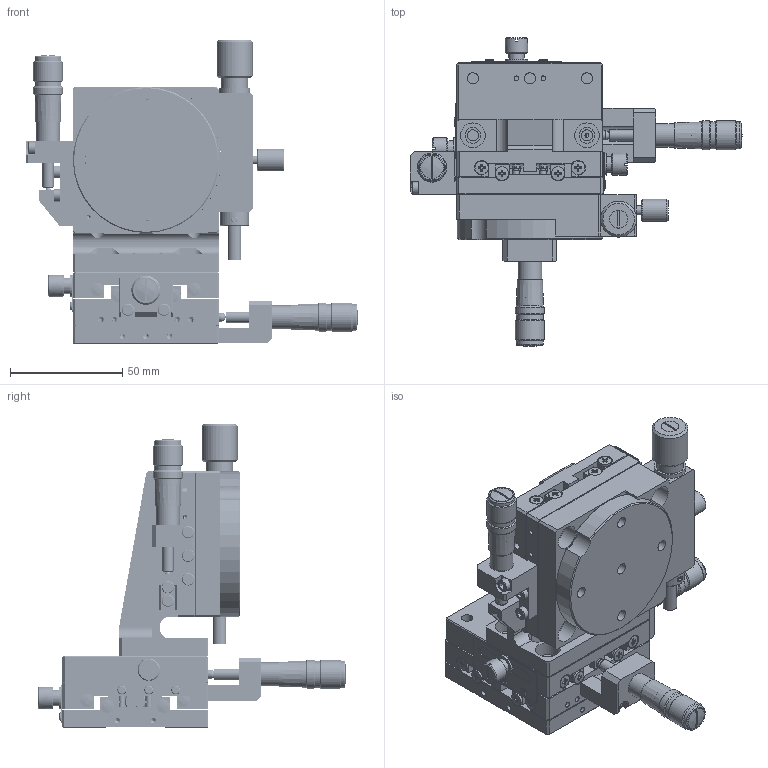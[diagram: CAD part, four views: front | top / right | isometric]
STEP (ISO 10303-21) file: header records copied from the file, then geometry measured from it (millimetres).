
FILE_DESCRIPTION(/* description */ (''),/* implementation_level */ '2;1');
FILE_NAME(/* name */ 'TSDS655LUU+KSP-656FPUU.stp',/* time_stamp */ '2023-03-29T15:29:50-07:00',/* author */ ('sean'),/* organization */ (''),/* preprocessor_version */ 'ST-DEVELOPER v18.1',/* originating_system */ 'Autodesk Inventor 2022',/* authorisation */ '');
FILE_SCHEMA (('AUTOMOTIVE_DESIGN { 1 0 10303 214 3 1 1 }'));
Products named in the file (4): TSDS655LUU+KSP-656FPUU; TSDS-652CUU; TSDS-653LUU; KSP-656FPUU
Assembly tree (3 placements, depth 2):
  TSDS655LUU+KSP-656FPUU
    TSDS-652CUU
    TSDS-653LUU
    KSP-656FPUU
Bounding box: 147.84 x 137.44 x 135.5 mm (x, y, z)
Volume: 332624.1 mm3; surface area: 146238.5 mm2
Topology: 8 solids, 83 shells, 2385 faces, 5761 edges, 3790 vertices
Faces by surface type: plane 1366, cylinder 646, cone 277, torus 60, sphere 36
Full cylindrical faces by diameter (mm): 1.5 x25, 1.567 x20, 1.694 x2, 1.8 x59, 2 x48, 2.013 x2, 2.1 x3, 2.113 x32, 2.2 x16, 2.4 x8, 2.459 x39, 2.5 x2, 2.6 x21, 2.7 x8, 2.8 x12, 3 x43, 3.242 x8, 3.5 x9, 4 x13, 4.1 x6, 4.5 x3, 4.978 x23, 5 x7, 5.5 x9, 6 x26, 7 x21, 7.5 x3, 8.4 x3, 9 x3, 9.5 x9
Entity records: 73089 total; most frequent: CARTESIAN_POINT 15327, DIRECTION 12352, ORIENTED_EDGE 11408, EDGE_CURVE 5704, AXIS2_PLACEMENT_3D 4615, VERTEX_POINT 3790, LINE 3122, VECTOR 3122
